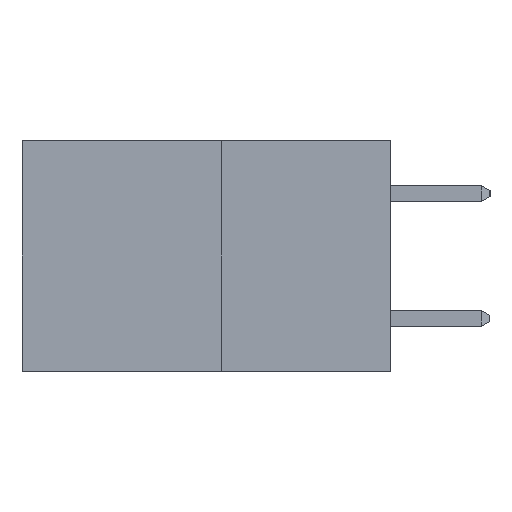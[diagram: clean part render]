
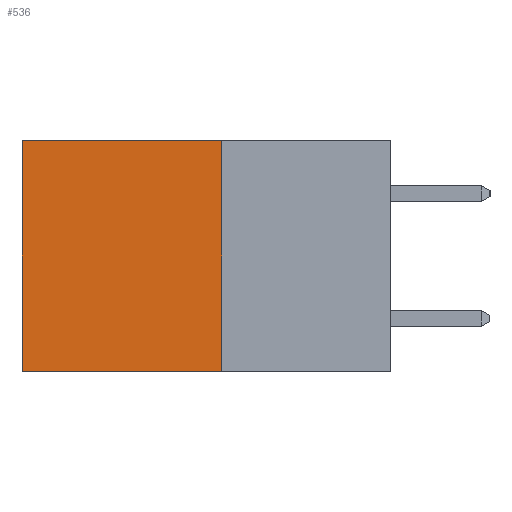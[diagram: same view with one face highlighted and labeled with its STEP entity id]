
A CAD part, left-side view. The second image highlights one B-rep face of the part: STEP entity #536.
In plain terms, the highlighted planar face has unit normal (-1, 0, 0).
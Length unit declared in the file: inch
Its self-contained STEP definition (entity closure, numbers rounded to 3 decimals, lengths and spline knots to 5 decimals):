
#358 = CARTESIAN_POINT ( 'NONE',  ( 0.277, 0.59, -0.37 ) ) ;
#523 = ORIENTED_EDGE ( 'NONE', *, *, #3761, .T. ) ;
#536 = ADVANCED_FACE ( 'NONE', ( #6731 ), #6747, .F. ) ;
#865 = EDGE_CURVE ( 'NONE', #4736, #6178, #11637, .T. ) ;
#2252 = ORIENTED_EDGE ( 'NONE', *, *, #865, .T. ) ;
#2279 = AXIS2_PLACEMENT_3D ( 'NONE', #5257, #5558, #3599 ) ;
#2415 = LINE ( 'NONE', #8107, #13576 ) ;
#2988 = VECTOR ( 'NONE', #11632, 39.37008 ) ;
#3599 = DIRECTION ( 'NONE',  ( 0., 0., -1. ) ) ;
#3761 = EDGE_CURVE ( 'NONE', #14008, #4736, #13028, .T. ) ;
#3980 = DIRECTION ( 'NONE',  ( 0., 0., -1. ) ) ;
#4736 = VERTEX_POINT ( 'NONE', #8220 ) ;
#5257 = CARTESIAN_POINT ( 'NONE',  ( 0.277, 0.27, -0.37 ) ) ;
#5558 = DIRECTION ( 'NONE',  ( 1., 0., 0. ) ) ;
#5654 = EDGE_CURVE ( 'NONE', #14008, #11540, #13784, .T. ) ;
#6178 = VERTEX_POINT ( 'NONE', #358 ) ;
#6227 = VECTOR ( 'NONE', #3980, 39.37008 ) ;
#6569 = ORIENTED_EDGE ( 'NONE', *, *, #7116, .F. ) ;
#6731 = FACE_OUTER_BOUND ( 'NONE', #11661, .T. ) ;
#6747 = PLANE ( 'NONE',  #2279 ) ;
#7116 = EDGE_CURVE ( 'NONE', #11540, #6178, #2415, .T. ) ;
#7284 = CARTESIAN_POINT ( 'NONE',  ( 0.277, 0.59, -0.37 ) ) ;
#7646 = CARTESIAN_POINT ( 'NONE',  ( 0.277, 0.27, -0.37 ) ) ;
#8107 = CARTESIAN_POINT ( 'NONE',  ( 0.277, 0.27, -0.37 ) ) ;
#8220 = CARTESIAN_POINT ( 'NONE',  ( 0.277, 0.59, 0. ) ) ;
#8267 = CARTESIAN_POINT ( 'NONE',  ( 0.277, 0.27, -0.37 ) ) ;
#8574 = CARTESIAN_POINT ( 'NONE',  ( 0.277, 0.27, 0. ) ) ;
#8631 = ORIENTED_EDGE ( 'NONE', *, *, #5654, .F. ) ;
#8796 = CARTESIAN_POINT ( 'NONE',  ( 0.277, 0.27, 0. ) ) ;
#10196 = VECTOR ( 'NONE', #10359, 39.37008 ) ;
#10359 = DIRECTION ( 'NONE',  ( 0., 1., 0. ) ) ;
#11540 = VERTEX_POINT ( 'NONE', #7646 ) ;
#11632 = DIRECTION ( 'NONE',  ( 0., 0., -1. ) ) ;
#11637 = LINE ( 'NONE', #7284, #6227 ) ;
#11661 = EDGE_LOOP ( 'NONE', ( #2252, #6569, #8631, #523 ) ) ;
#13028 = LINE ( 'NONE', #8796, #10196 ) ;
#13576 = VECTOR ( 'NONE', #13796, 39.37008 ) ;
#13784 = LINE ( 'NONE', #8267, #2988 ) ;
#13796 = DIRECTION ( 'NONE',  ( 0., 1., 0. ) ) ;
#14008 = VERTEX_POINT ( 'NONE', #8574 ) ;
